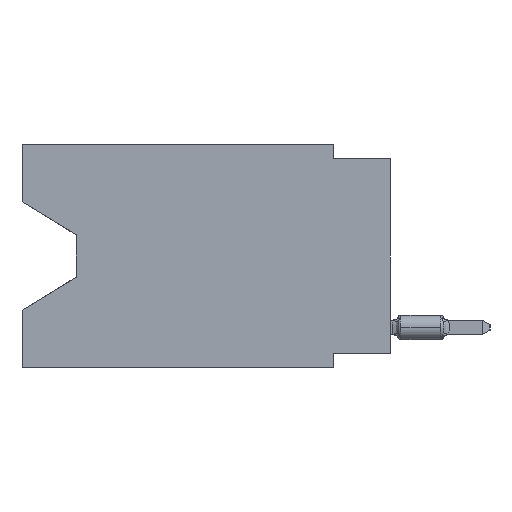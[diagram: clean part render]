
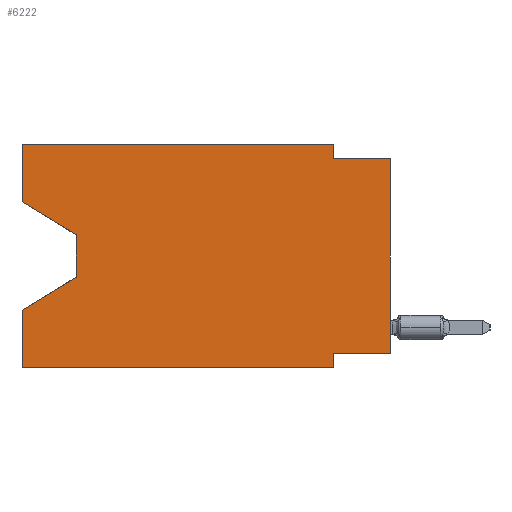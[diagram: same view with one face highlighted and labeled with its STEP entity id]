
A CAD part, left-side view. The second image highlights one B-rep face of the part: STEP entity #6222.
In plain terms, the highlighted planar face has unit normal (-1, 0, 0).
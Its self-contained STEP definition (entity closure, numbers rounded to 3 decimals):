
#426 = CARTESIAN_POINT ( 'NONE',  ( 0., 16.383, -9.906 ) ) ;
#656 = VERTEX_POINT ( 'NONE', #7826 ) ;
#843 = CARTESIAN_POINT ( 'NONE',  ( 0., 0., -9.271 ) ) ;
#965 = DIRECTION ( 'NONE',  ( 0., 0.855, -0.519 ) ) ;
#1311 = LINE ( 'NONE', #24104, #1847 ) ;
#1393 = CARTESIAN_POINT ( 'NONE',  ( 0., 13.97, -4.013 ) ) ;
#1847 = VECTOR ( 'NONE', #23836, 1000. ) ;
#1954 = ORIENTED_EDGE ( 'NONE', *, *, #13562, .F. ) ;
#2569 = EDGE_CURVE ( 'NONE', #21954, #10578, #19912, .T. ) ;
#2598 = EDGE_CURVE ( 'NONE', #656, #17209, #18839, .T. ) ;
#2600 = DIRECTION ( 'NONE',  ( 0., 1., 0. ) ) ;
#2640 = VERTEX_POINT ( 'NONE', #16569 ) ;
#2665 = DIRECTION ( 'NONE',  ( 0., 0., -1. ) ) ;
#3448 = EDGE_CURVE ( 'NONE', #18292, #2640, #19174, .T. ) ;
#3781 = AXIS2_PLACEMENT_3D ( 'NONE', #4681, #12858, #2665 ) ;
#3919 = ORIENTED_EDGE ( 'NONE', *, *, #3448, .F. ) ;
#3993 = VECTOR ( 'NONE', #19618, 1000. ) ;
#4158 = ORIENTED_EDGE ( 'NONE', *, *, #21350, .T. ) ;
#4209 = LINE ( 'NONE', #12654, #18509 ) ;
#4274 = VECTOR ( 'NONE', #7229, 1000. ) ;
#4362 = CARTESIAN_POINT ( 'NONE',  ( 0., 0., 0. ) ) ;
#4681 = CARTESIAN_POINT ( 'NONE',  ( 0., 16.383, 0. ) ) ;
#4804 = ORIENTED_EDGE ( 'NONE', *, *, #14517, .F. ) ;
#5510 = ORIENTED_EDGE ( 'NONE', *, *, #13269, .F. ) ;
#5609 = VERTEX_POINT ( 'NONE', #7978 ) ;
#6060 = DIRECTION ( 'NONE',  ( 0., -0.855, -0.519 ) ) ;
#6160 = DIRECTION ( 'NONE',  ( 0., -1., 0. ) ) ;
#6222 = ADVANCED_FACE ( 'NONE', ( #20901 ), #6694, .F. ) ;
#6307 = VECTOR ( 'NONE', #2600, 1000. ) ;
#6374 = DIRECTION ( 'NONE',  ( 0., 0., 1. ) ) ;
#6694 = PLANE ( 'NONE',  #3781 ) ;
#7086 = ORIENTED_EDGE ( 'NONE', *, *, #2569, .T. ) ;
#7229 = DIRECTION ( 'NONE',  ( 0., 0., 1. ) ) ;
#7558 = LINE ( 'NONE', #25898, #3993 ) ;
#7826 = CARTESIAN_POINT ( 'NONE',  ( 0., 0., -9.271 ) ) ;
#7947 = LINE ( 'NONE', #16245, #19705 ) ;
#7978 = CARTESIAN_POINT ( 'NONE',  ( 0., 2.54, -0.635 ) ) ;
#8094 = VECTOR ( 'NONE', #6374, 1000. ) ;
#8891 = CARTESIAN_POINT ( 'NONE',  ( 0., 0., -0.635 ) ) ;
#9344 = EDGE_LOOP ( 'NONE', ( #4158, #7086, #19500, #3919, #9432, #4804, #17888, #16445, #18026, #1954, #14490, #5510 ) ) ;
#9432 = ORIENTED_EDGE ( 'NONE', *, *, #18961, .T. ) ;
#9731 = CARTESIAN_POINT ( 'NONE',  ( 0., 13.97, -4.013 ) ) ;
#10051 = VERTEX_POINT ( 'NONE', #19097 ) ;
#10113 = EDGE_CURVE ( 'NONE', #656, #20690, #19227, .T. ) ;
#10362 = VECTOR ( 'NONE', #17742, 1000. ) ;
#10578 = VERTEX_POINT ( 'NONE', #22448 ) ;
#10838 = VERTEX_POINT ( 'NONE', #25636 ) ;
#11176 = CARTESIAN_POINT ( 'NONE',  ( 0., 13.97, -5.893 ) ) ;
#11952 = CARTESIAN_POINT ( 'NONE',  ( 0., 16.383, 0. ) ) ;
#12252 = DIRECTION ( 'NONE',  ( 0., 0., -1. ) ) ;
#12320 = LINE ( 'NONE', #18228, #20234 ) ;
#12654 = CARTESIAN_POINT ( 'NONE',  ( 0., 2.54, 0. ) ) ;
#12788 = LINE ( 'NONE', #11176, #21413 ) ;
#12858 = DIRECTION ( 'NONE',  ( 1., 0., 0. ) ) ;
#13269 = EDGE_CURVE ( 'NONE', #18518, #10838, #24151, .T. ) ;
#13562 = EDGE_CURVE ( 'NONE', #18516, #5609, #4209, .T. ) ;
#14490 = ORIENTED_EDGE ( 'NONE', *, *, #16821, .F. ) ;
#14517 = EDGE_CURVE ( 'NONE', #20690, #10051, #20366, .T. ) ;
#14558 = EDGE_CURVE ( 'NONE', #5609, #17209, #12320, .T. ) ;
#16245 = CARTESIAN_POINT ( 'NONE',  ( 0., 16.383, -2.546 ) ) ;
#16445 = ORIENTED_EDGE ( 'NONE', *, *, #2598, .T. ) ;
#16569 = CARTESIAN_POINT ( 'NONE',  ( 0., 16.383, -7.36 ) ) ;
#16821 = EDGE_CURVE ( 'NONE', #10838, #18516, #7558, .T. ) ;
#17209 = VERTEX_POINT ( 'NONE', #8891 ) ;
#17742 = DIRECTION ( 'NONE',  ( 0., 0., 1. ) ) ;
#17888 = ORIENTED_EDGE ( 'NONE', *, *, #10113, .F. ) ;
#18026 = ORIENTED_EDGE ( 'NONE', *, *, #14558, .F. ) ;
#18228 = CARTESIAN_POINT ( 'NONE',  ( 0., 0., -0.635 ) ) ;
#18292 = VERTEX_POINT ( 'NONE', #426 ) ;
#18509 = VECTOR ( 'NONE', #12252, 1000. ) ;
#18516 = VERTEX_POINT ( 'NONE', #25873 ) ;
#18518 = VERTEX_POINT ( 'NONE', #25998 ) ;
#18839 = LINE ( 'NONE', #4362, #8094 ) ;
#18961 = EDGE_CURVE ( 'NONE', #18292, #10051, #1311, .T. ) ;
#19097 = CARTESIAN_POINT ( 'NONE',  ( 0., 2.54, -9.906 ) ) ;
#19174 = LINE ( 'NONE', #23056, #4274 ) ;
#19227 = LINE ( 'NONE', #843, #6307 ) ;
#19500 = ORIENTED_EDGE ( 'NONE', *, *, #21128, .T. ) ;
#19618 = DIRECTION ( 'NONE',  ( 0., -1., 0. ) ) ;
#19634 = VECTOR ( 'NONE', #26061, 1000. ) ;
#19705 = VECTOR ( 'NONE', #6060, 1000. ) ;
#19912 = LINE ( 'NONE', #9731, #19634 ) ;
#20089 = DIRECTION ( 'NONE',  ( 0., 0., -1. ) ) ;
#20234 = VECTOR ( 'NONE', #6160, 1000. ) ;
#20366 = LINE ( 'NONE', #22230, #24500 ) ;
#20690 = VERTEX_POINT ( 'NONE', #24047 ) ;
#20901 = FACE_OUTER_BOUND ( 'NONE', #9344, .T. ) ;
#21128 = EDGE_CURVE ( 'NONE', #10578, #2640, #12788, .T. ) ;
#21350 = EDGE_CURVE ( 'NONE', #18518, #21954, #7947, .T. ) ;
#21413 = VECTOR ( 'NONE', #965, 1000. ) ;
#21954 = VERTEX_POINT ( 'NONE', #1393 ) ;
#22230 = CARTESIAN_POINT ( 'NONE',  ( 0., 2.54, -9.906 ) ) ;
#22448 = CARTESIAN_POINT ( 'NONE',  ( 0., 13.97, -5.893 ) ) ;
#23056 = CARTESIAN_POINT ( 'NONE',  ( 0., 16.383, 0. ) ) ;
#23836 = DIRECTION ( 'NONE',  ( 0., -1., 0. ) ) ;
#24047 = CARTESIAN_POINT ( 'NONE',  ( 0., 2.54, -9.271 ) ) ;
#24104 = CARTESIAN_POINT ( 'NONE',  ( 0., 16.383, -9.906 ) ) ;
#24151 = LINE ( 'NONE', #11952, #10362 ) ;
#24500 = VECTOR ( 'NONE', #20089, 1000. ) ;
#25636 = CARTESIAN_POINT ( 'NONE',  ( 0., 16.383, 0. ) ) ;
#25873 = CARTESIAN_POINT ( 'NONE',  ( 0., 2.54, 0. ) ) ;
#25898 = CARTESIAN_POINT ( 'NONE',  ( 0., 16.383, 0. ) ) ;
#25998 = CARTESIAN_POINT ( 'NONE',  ( 0., 16.383, -2.546 ) ) ;
#26061 = DIRECTION ( 'NONE',  ( 0., 0., -1. ) ) ;
